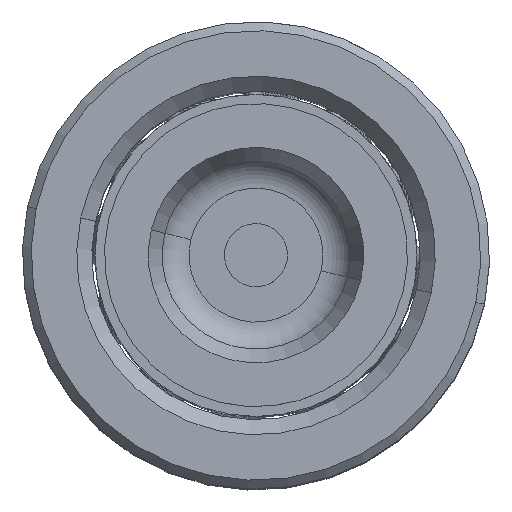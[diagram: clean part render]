
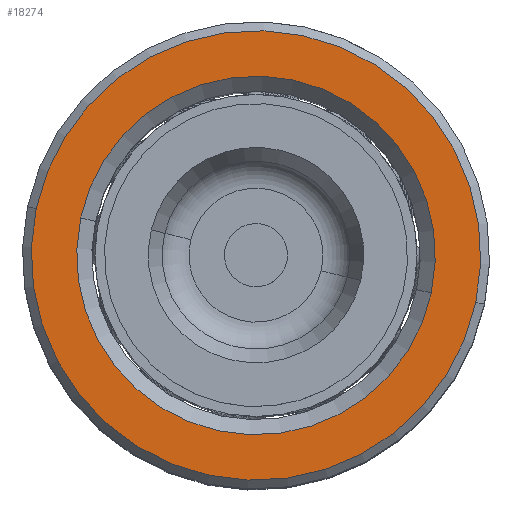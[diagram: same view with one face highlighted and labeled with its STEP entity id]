
A CAD part, top view. The second image highlights one B-rep face of the part: STEP entity #18274.
In plain terms, the highlighted planar face has unit normal (0, 0, 1).
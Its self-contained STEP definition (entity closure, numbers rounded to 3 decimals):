
#332 = EDGE_LOOP ( 'NONE', ( #4376, #5548 ) ) ;
#1002 = CARTESIAN_POINT ( 'NONE',  ( 0., 0., 50. ) ) ;
#1796 = CARTESIAN_POINT ( 'NONE',  ( -17.8, 0., 50. ) ) ;
#3314 = EDGE_LOOP ( 'NONE', ( #5083, #4049 ) ) ;
#3346 = DIRECTION ( 'NONE',  ( 0., 0., -1. ) ) ;
#3433 = CARTESIAN_POINT ( 'NONE',  ( 0., 0., 50. ) ) ;
#3983 = FACE_BOUND ( 'NONE', #332, .T. ) ;
#4049 = ORIENTED_EDGE ( 'NONE', *, *, #7038, .T. ) ;
#4376 = ORIENTED_EDGE ( 'NONE', *, *, #6648, .T. ) ;
#5083 = ORIENTED_EDGE ( 'NONE', *, *, #12853, .T. ) ;
#5548 = ORIENTED_EDGE ( 'NONE', *, *, #16260, .T. ) ;
#6541 = DIRECTION ( 'NONE',  ( 0., 0., 1. ) ) ;
#6648 = EDGE_CURVE ( 'NONE', #10313, #20649, #8507, .T. ) ;
#7038 = EDGE_CURVE ( 'NONE', #16927, #12571, #8182, .T. ) ;
#8182 = CIRCLE ( 'NONE', #14502, 17.8 ) ;
#8507 = CIRCLE ( 'NONE', #10916, 14.2 ) ;
#9849 = CARTESIAN_POINT ( 'NONE',  ( 17.8, 0., 50. ) ) ;
#9862 = DIRECTION ( 'NONE',  ( 0., 0., 1. ) ) ;
#10313 = VERTEX_POINT ( 'NONE', #18423 ) ;
#10916 = AXIS2_PLACEMENT_3D ( 'NONE', #1002, #18645, #24568 ) ;
#11570 = DIRECTION ( 'NONE',  ( 1., 0., 0. ) ) ;
#12571 = VERTEX_POINT ( 'NONE', #1796 ) ;
#12853 = EDGE_CURVE ( 'NONE', #12571, #16927, #24064, .T. ) ;
#14502 = AXIS2_PLACEMENT_3D ( 'NONE', #18556, #6541, #22319 ) ;
#14552 = DIRECTION ( 'NONE',  ( 0., 0., 1. ) ) ;
#16260 = EDGE_CURVE ( 'NONE', #20649, #10313, #18449, .T. ) ;
#16737 = CARTESIAN_POINT ( 'NONE',  ( -14.2, 0., 50. ) ) ;
#16927 = VERTEX_POINT ( 'NONE', #9849 ) ;
#17045 = DIRECTION ( 'NONE',  ( 1., 0., 0. ) ) ;
#17188 = CARTESIAN_POINT ( 'NONE',  ( 0., 0., 50. ) ) ;
#18274 = ADVANCED_FACE ( 'NONE', ( #23918, #3983 ), #22499, .T. ) ;
#18423 = CARTESIAN_POINT ( 'NONE',  ( 14.2, 0., 50. ) ) ;
#18449 = CIRCLE ( 'NONE', #20203, 14.2 ) ;
#18556 = CARTESIAN_POINT ( 'NONE',  ( 0., 0., 50. ) ) ;
#18645 = DIRECTION ( 'NONE',  ( 0., 0., -1. ) ) ;
#18717 = CARTESIAN_POINT ( 'NONE',  ( 0., 0., 50. ) ) ;
#19555 = AXIS2_PLACEMENT_3D ( 'NONE', #17188, #9862, #11570 ) ;
#20203 = AXIS2_PLACEMENT_3D ( 'NONE', #3433, #3346, #17045 ) ;
#20649 = VERTEX_POINT ( 'NONE', #16737 ) ;
#20748 = AXIS2_PLACEMENT_3D ( 'NONE', #18717, #14552, #24309 ) ;
#22319 = DIRECTION ( 'NONE',  ( 1., 0., 0. ) ) ;
#22499 = PLANE ( 'NONE',  #20748 ) ;
#23918 = FACE_OUTER_BOUND ( 'NONE', #3314, .T. ) ;
#24064 = CIRCLE ( 'NONE', #19555, 17.8 ) ;
#24309 = DIRECTION ( 'NONE',  ( 1., 0., 0. ) ) ;
#24568 = DIRECTION ( 'NONE',  ( 1., 0., 0. ) ) ;
